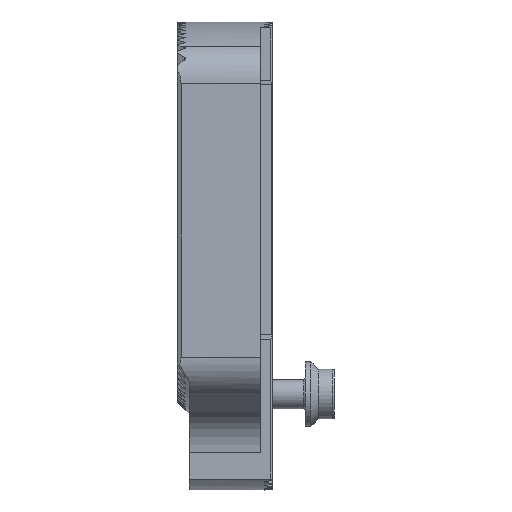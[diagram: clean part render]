
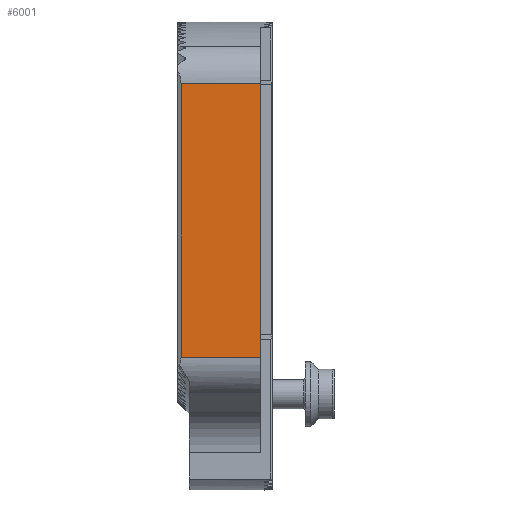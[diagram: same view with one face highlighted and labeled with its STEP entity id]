
A CAD part, front view. The second image highlights one B-rep face of the part: STEP entity #6001.
In plain terms, the highlighted planar face has unit normal (0, -1, 0).
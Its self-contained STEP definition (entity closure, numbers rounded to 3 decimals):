
#122 = DIRECTION ( 'NONE',  ( 0., 0., -1. ) ) ;
#677 = CARTESIAN_POINT ( 'NONE',  ( -15., -22.5, 86. ) ) ;
#743 = ORIENTED_EDGE ( 'NONE', *, *, #6741, .F. ) ;
#771 = DIRECTION ( 'NONE',  ( 1., 0., 0. ) ) ;
#785 = LINE ( 'NONE', #677, #9495 ) ;
#1026 = CARTESIAN_POINT ( 'NONE',  ( -1.42, -22.5, 69.492 ) ) ;
#1226 = EDGE_CURVE ( 'NONE', #2501, #9961, #785, .T. ) ;
#1722 = LINE ( 'NONE', #2716, #8047 ) ;
#1816 = ORIENTED_EDGE ( 'NONE', *, *, #6546, .T. ) ;
#1901 = EDGE_CURVE ( 'NONE', #10249, #6024, #7482, .T. ) ;
#2460 = CARTESIAN_POINT ( 'NONE',  ( -1.42, -22.5, 22.662 ) ) ;
#2501 = VERTEX_POINT ( 'NONE', #6322 ) ;
#2716 = CARTESIAN_POINT ( 'NONE',  ( -15.58, -22.5, 22.662 ) ) ;
#4277 = VECTOR ( 'NONE', #122, 1000. ) ;
#4745 = DIRECTION ( 'NONE',  ( 0., 0., 1. ) ) ;
#4904 = CARTESIAN_POINT ( 'NONE',  ( -1.42, -22.5, 0. ) ) ;
#4996 = AXIS2_PLACEMENT_3D ( 'NONE', #8031, #8893, #8860 ) ;
#5138 = ORIENTED_EDGE ( 'NONE', *, *, #1901, .F. ) ;
#5792 = VECTOR ( 'NONE', #771, 1000. ) ;
#6001 = ADVANCED_FACE ( 'NONE', ( #9174 ), #6447, .F. ) ;
#6024 = VERTEX_POINT ( 'NONE', #2460 ) ;
#6322 = CARTESIAN_POINT ( 'NONE',  ( -15., -22.5, 22.662 ) ) ;
#6447 = PLANE ( 'NONE',  #4996 ) ;
#6546 = EDGE_CURVE ( 'NONE', #2501, #6024, #1722, .T. ) ;
#6566 = CARTESIAN_POINT ( 'NONE',  ( -15., -22.5, 69.492 ) ) ;
#6741 = EDGE_CURVE ( 'NONE', #9961, #10249, #7042, .T. ) ;
#6897 = EDGE_LOOP ( 'NONE', ( #6986, #1816, #5138, #743 ) ) ;
#6986 = ORIENTED_EDGE ( 'NONE', *, *, #1226, .F. ) ;
#7042 = LINE ( 'NONE', #10246, #5792 ) ;
#7482 = LINE ( 'NONE', #4904, #4277 ) ;
#8031 = CARTESIAN_POINT ( 'NONE',  ( 0.58, -22.5, 86. ) ) ;
#8047 = VECTOR ( 'NONE', #9086, 1000. ) ;
#8860 = DIRECTION ( 'NONE',  ( -1., 0., 0. ) ) ;
#8893 = DIRECTION ( 'NONE',  ( 0., 1., 0. ) ) ;
#9086 = DIRECTION ( 'NONE',  ( 1., 0., 0. ) ) ;
#9174 = FACE_OUTER_BOUND ( 'NONE', #6897, .T. ) ;
#9495 = VECTOR ( 'NONE', #4745, 1000. ) ;
#9961 = VERTEX_POINT ( 'NONE', #6566 ) ;
#10246 = CARTESIAN_POINT ( 'NONE',  ( -15.58, -22.5, 69.492 ) ) ;
#10249 = VERTEX_POINT ( 'NONE', #1026 ) ;
